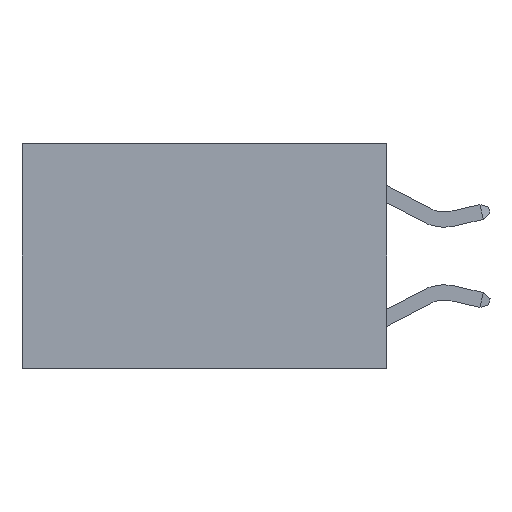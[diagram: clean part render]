
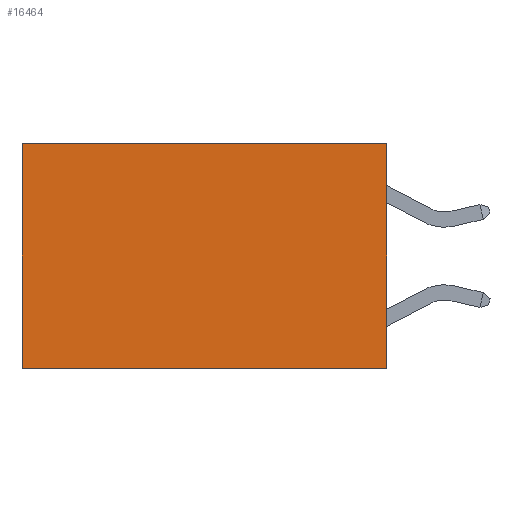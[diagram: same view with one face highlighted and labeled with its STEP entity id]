
A CAD part, left-side view. The second image highlights one B-rep face of the part: STEP entity #16464.
In plain terms, the highlighted planar face has unit normal (-1, 0, 0).
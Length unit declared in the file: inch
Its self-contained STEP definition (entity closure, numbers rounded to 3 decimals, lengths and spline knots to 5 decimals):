
#2068 = FACE_OUTER_BOUND ( 'NONE', #17052, .T. ) ;
#2296 = LINE ( 'NONE', #4065, #20685 ) ;
#3225 = VERTEX_POINT ( 'NONE', #4991 ) ;
#3296 = DIRECTION ( 'NONE',  ( 1., 0., 0. ) ) ;
#4065 = CARTESIAN_POINT ( 'NONE',  ( 0.2625, 0., 0. ) ) ;
#4943 = ORIENTED_EDGE ( 'NONE', *, *, #11196, .F. ) ;
#4991 = CARTESIAN_POINT ( 'NONE',  ( 0.2625, 0., 0. ) ) ;
#5226 = ORIENTED_EDGE ( 'NONE', *, *, #23048, .F. ) ;
#5386 = VECTOR ( 'NONE', #14771, 39.37008 ) ;
#6092 = CARTESIAN_POINT ( 'NONE',  ( 0.2625, 0., -0.37 ) ) ;
#7685 = LINE ( 'NONE', #11721, #25968 ) ;
#7749 = ORIENTED_EDGE ( 'NONE', *, *, #22030, .T. ) ;
#8601 = VECTOR ( 'NONE', #10709, 39.37008 ) ;
#9129 = CARTESIAN_POINT ( 'NONE',  ( 0.2625, 0.6, -0.37 ) ) ;
#9360 = LINE ( 'NONE', #17837, #8601 ) ;
#9397 = VERTEX_POINT ( 'NONE', #9129 ) ;
#10709 = DIRECTION ( 'NONE',  ( 0., 1., 0. ) ) ;
#11196 = EDGE_CURVE ( 'NONE', #14164, #9397, #9360, .T. ) ;
#11721 = CARTESIAN_POINT ( 'NONE',  ( 0.2625, 0.6, 0. ) ) ;
#12342 = CARTESIAN_POINT ( 'NONE',  ( 0.2625, 0., 0. ) ) ;
#14164 = VERTEX_POINT ( 'NONE', #6092 ) ;
#14771 = DIRECTION ( 'NONE',  ( 0., 1., 0. ) ) ;
#15111 = AXIS2_PLACEMENT_3D ( 'NONE', #17706, #3296, #20094 ) ;
#16464 = ADVANCED_FACE ( 'NONE', ( #2068 ), #24755, .F. ) ;
#16470 = CARTESIAN_POINT ( 'NONE',  ( 0.2625, 0.6, 0. ) ) ;
#17052 = EDGE_LOOP ( 'NONE', ( #28831, #4943, #5226, #7749 ) ) ;
#17706 = CARTESIAN_POINT ( 'NONE',  ( 0.2625, 0., 0. ) ) ;
#17837 = CARTESIAN_POINT ( 'NONE',  ( 0.2625, 0., -0.37 ) ) ;
#18484 = DIRECTION ( 'NONE',  ( 0., 0., -1. ) ) ;
#20094 = DIRECTION ( 'NONE',  ( 0., 0., -1. ) ) ;
#20685 = VECTOR ( 'NONE', #18484, 39.37008 ) ;
#21864 = EDGE_CURVE ( 'NONE', #27682, #9397, #7685, .T. ) ;
#22030 = EDGE_CURVE ( 'NONE', #3225, #27682, #22997, .T. ) ;
#22997 = LINE ( 'NONE', #12342, #5386 ) ;
#23048 = EDGE_CURVE ( 'NONE', #3225, #14164, #2296, .T. ) ;
#24755 = PLANE ( 'NONE',  #15111 ) ;
#25968 = VECTOR ( 'NONE', #26003, 39.37008 ) ;
#26003 = DIRECTION ( 'NONE',  ( 0., 0., -1. ) ) ;
#27682 = VERTEX_POINT ( 'NONE', #16470 ) ;
#28831 = ORIENTED_EDGE ( 'NONE', *, *, #21864, .T. ) ;
